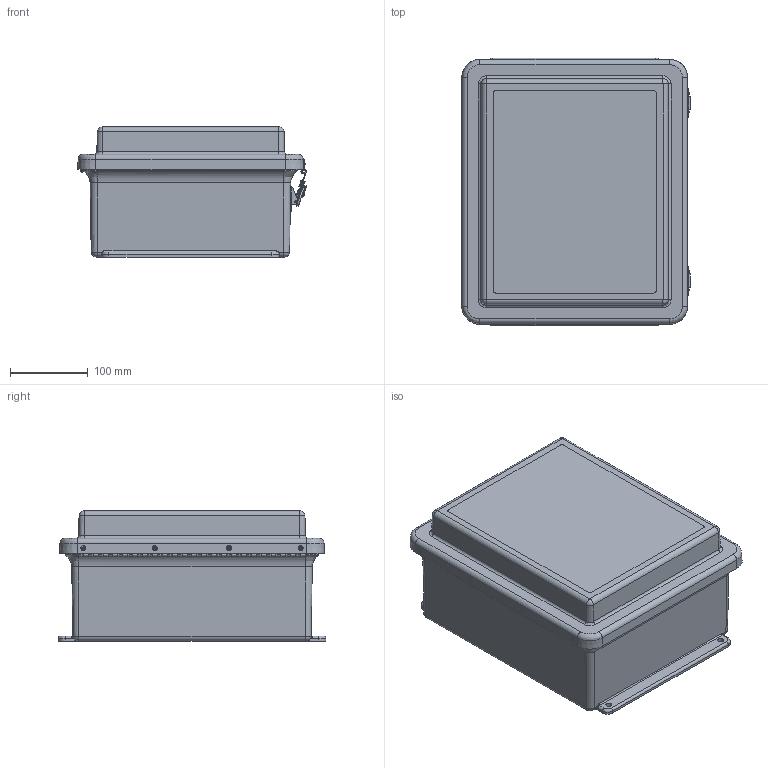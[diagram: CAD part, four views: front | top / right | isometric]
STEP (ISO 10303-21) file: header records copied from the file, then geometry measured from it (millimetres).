
FILE_DESCRIPTION (( 'STEP AP214' ), '1' );
FILE_NAME ('MRW1210HLL.STEP', '2018-11-07T00:29:23', ( '' ), ( '' ), 'SwSTEP 2.0', 'SolidWorks 2018', '' );
FILE_SCHEMA (( 'AUTOMOTIVE_DESIGN' ));
Length unit declared in the file: inch
Products named in the file (1): MRW1210HLL
Bounding box: 294.89 x 344.49 x 167.33 mm (x, y, z)
Volume: 1707841 mm3; surface area: 867178.9 mm2
Topology: 49 solids, 49 shells, 1235 faces, 3111 edges, 2013 vertices
Faces by surface type: plane 547, cylinder 473, bspline 138, cone 59, torus 18
Full cylindrical faces by diameter (mm): 2.159 x47, 2.4 x2, 2.7 x4, 3 x2, 3.175 x16, 3.25 x2, 3.302 x4, 3.327 x8, 3.5 x2, 3.556 x16, 3.861 x5, 3.962 x7, 4.2 x4, 4.609 x2, 4.618 x2, 4.7 x2, 4.9 x2, 5 x4, 5.3 x2, 5.537 x4, 6.35 x16, 6.858 x4, 13.3 x2, 13.5 x2
Entity records: 64908 total; most frequent: CARTESIAN_POINT 19576, ORIENTED_EDGE 5732, DIRECTION 5720, EDGE_CURVE 2866, AXIS2_PLACEMENT_3D 2104, VERTEX_POINT 1976, EDGE_LOOP 1694, LINE 1512
